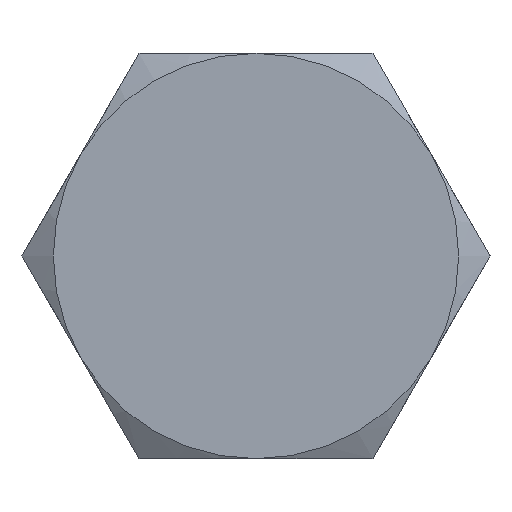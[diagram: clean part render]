
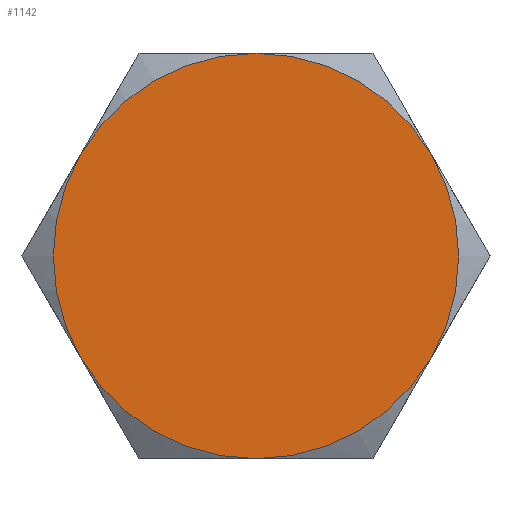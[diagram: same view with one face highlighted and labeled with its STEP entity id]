
A CAD part, front view. The second image highlights one B-rep face of the part: STEP entity #1142.
In plain terms, the highlighted face is planar.
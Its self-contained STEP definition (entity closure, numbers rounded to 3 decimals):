
#46 = ORIENTED_EDGE ( 'NONE', *, *, #1430, .F. ) ;
#59 = AXIS2_PLACEMENT_3D ( 'NONE', #255, #1090, #376 ) ;
#71 = CIRCLE ( 'NONE', #335, 6.5 ) ;
#87 = ORIENTED_EDGE ( 'NONE', *, *, #1159, .T. ) ;
#91 = EDGE_CURVE ( 'NONE', #1319, #1071, #1416, .T. ) ;
#109 = CARTESIAN_POINT ( 'NONE',  ( -4.7, 5.629, 3.25 ) ) ;
#119 = PLANE ( 'NONE',  #589 ) ;
#161 = CIRCLE ( 'NONE', #726, 6.5 ) ;
#204 = DIRECTION ( 'NONE',  ( 0., 0., -1. ) ) ;
#232 = CARTESIAN_POINT ( 'NONE',  ( -4.7, -5.629, -3.25 ) ) ;
#249 = DIRECTION ( 'NONE',  ( 1., 0., 0. ) ) ;
#255 = CARTESIAN_POINT ( 'NONE',  ( -4.7, 0., 0. ) ) ;
#261 = DIRECTION ( 'NONE',  ( 0., 0., -1. ) ) ;
#278 = EDGE_CURVE ( 'NONE', #1322, #1141, #71, .T. ) ;
#323 = CARTESIAN_POINT ( 'NONE',  ( -4.7, 0., 0. ) ) ;
#335 = AXIS2_PLACEMENT_3D ( 'NONE', #914, #249, #261 ) ;
#351 = DIRECTION ( 'NONE',  ( 1., 0., 0. ) ) ;
#357 = DIRECTION ( 'NONE',  ( -1., 0., 0. ) ) ;
#376 = DIRECTION ( 'NONE',  ( 0., 0., -1. ) ) ;
#402 = ORIENTED_EDGE ( 'NONE', *, *, #91, .F. ) ;
#408 = CARTESIAN_POINT ( 'NONE',  ( -4.7, 5.629, -3.25 ) ) ;
#548 = DIRECTION ( 'NONE',  ( 1., 0., 0. ) ) ;
#566 = AXIS2_PLACEMENT_3D ( 'NONE', #323, #1046, #204 ) ;
#567 = EDGE_CURVE ( 'NONE', #1538, #1319, #598, .T. ) ;
#589 = AXIS2_PLACEMENT_3D ( 'NONE', #941, #351, #1188 ) ;
#594 = DIRECTION ( 'NONE',  ( 0., 0., -1. ) ) ;
#598 = CIRCLE ( 'NONE', #566, 6.5 ) ;
#669 = CIRCLE ( 'NONE', #670, 6.5 ) ;
#670 = AXIS2_PLACEMENT_3D ( 'NONE', #1073, #357, #1196 ) ;
#690 = ORIENTED_EDGE ( 'NONE', *, *, #278, .F. ) ;
#722 = CARTESIAN_POINT ( 'NONE',  ( -4.7, 0., 0. ) ) ;
#726 = AXIS2_PLACEMENT_3D ( 'NONE', #1264, #548, #1385 ) ;
#765 = EDGE_CURVE ( 'NONE', #1420, #1322, #1401, .T. ) ;
#868 = EDGE_LOOP ( 'NONE', ( #1281, #46, #690, #1004, #87, #402 ) ) ;
#914 = CARTESIAN_POINT ( 'NONE',  ( -4.7, 0., 0. ) ) ;
#941 = CARTESIAN_POINT ( 'NONE',  ( -4.7, 0., 0. ) ) ;
#1004 = ORIENTED_EDGE ( 'NONE', *, *, #765, .F. ) ;
#1015 = CARTESIAN_POINT ( 'NONE',  ( -4.7, -5.629, 3.25 ) ) ;
#1030 = CARTESIAN_POINT ( 'NONE',  ( -4.7, 0., 6.5 ) ) ;
#1046 = DIRECTION ( 'NONE',  ( 1., 0., 0. ) ) ;
#1071 = VERTEX_POINT ( 'NONE', #109 ) ;
#1073 = CARTESIAN_POINT ( 'NONE',  ( -4.7, 0., 0. ) ) ;
#1090 = DIRECTION ( 'NONE',  ( 1., 0., 0. ) ) ;
#1141 = VERTEX_POINT ( 'NONE', #232 ) ;
#1142 = ADVANCED_FACE ( 'NONE', ( #1308 ), #119, .F. ) ;
#1159 = EDGE_CURVE ( 'NONE', #1420, #1071, #669, .T. ) ;
#1188 = DIRECTION ( 'NONE',  ( 0., 0., -1. ) ) ;
#1196 = DIRECTION ( 'NONE',  ( 0., 0., 1. ) ) ;
#1264 = CARTESIAN_POINT ( 'NONE',  ( -4.7, 0., 0. ) ) ;
#1281 = ORIENTED_EDGE ( 'NONE', *, *, #567, .F. ) ;
#1308 = FACE_OUTER_BOUND ( 'NONE', #868, .T. ) ;
#1319 = VERTEX_POINT ( 'NONE', #408 ) ;
#1322 = VERTEX_POINT ( 'NONE', #1015 ) ;
#1360 = AXIS2_PLACEMENT_3D ( 'NONE', #722, #1429, #594 ) ;
#1385 = DIRECTION ( 'NONE',  ( 0., 0., -1. ) ) ;
#1401 = CIRCLE ( 'NONE', #59, 6.5 ) ;
#1416 = CIRCLE ( 'NONE', #1360, 6.5 ) ;
#1420 = VERTEX_POINT ( 'NONE', #1030 ) ;
#1429 = DIRECTION ( 'NONE',  ( 1., 0., 0. ) ) ;
#1430 = EDGE_CURVE ( 'NONE', #1141, #1538, #161, .T. ) ;
#1516 = CARTESIAN_POINT ( 'NONE',  ( -4.7, 0., -6.5 ) ) ;
#1538 = VERTEX_POINT ( 'NONE', #1516 ) ;
